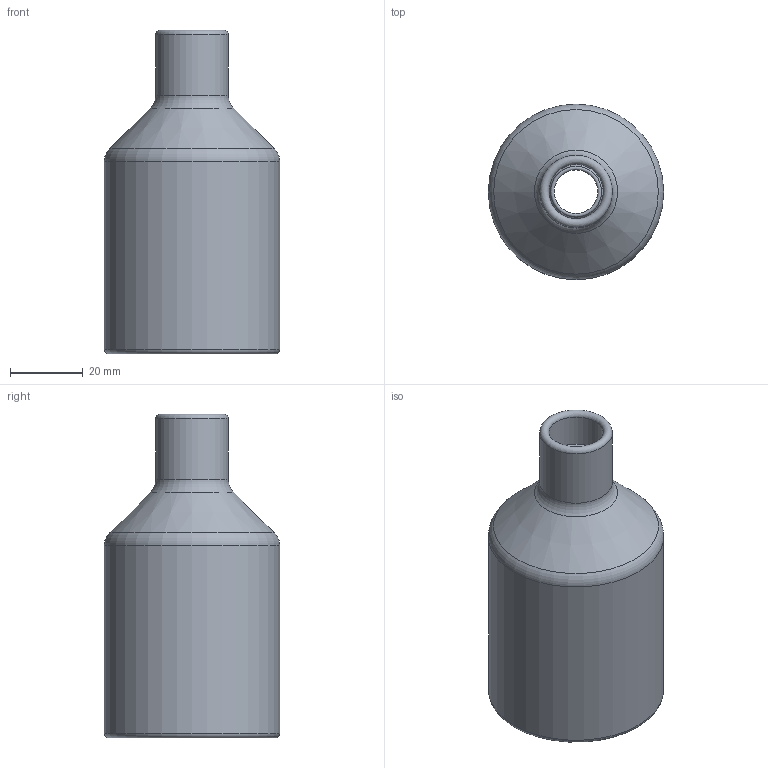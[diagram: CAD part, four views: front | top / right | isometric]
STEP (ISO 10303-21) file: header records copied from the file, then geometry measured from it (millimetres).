
FILE_DESCRIPTION(/* description */ (''),/* implementation_level */ '2;1');
FILE_NAME(/* name */ 'tailpipe assembly.stp',/* time_stamp */ '2015-08-17T21:04:49+01:00',/* author */ ('charlie'),/* organization */ (''),/* preprocessor_version */ 'ST-DEVELOPER v16.1',/* originating_system */ 'Autodesk Inventor 2016',/* authorisation */ '');
FILE_SCHEMA (('AUTOMOTIVE_DESIGN { 1 0 10303 214 3 1 1 }'));
Length unit declared in the file: millimetre
Products named in the file (3): tailpipe; insert; tailpipe assembly
Assembly tree (2 placements, depth 2):
  tailpipe assembly
    tailpipe
    insert
Bounding box: 48.28 x 48.28 x 89.14 mm (x, y, z)
Volume: 34014.7 mm3; surface area: 36793.3 mm2
Topology: 2 solids, 2 shells, 204 faces, 560 edges, 346 vertices
Faces by surface type: bspline 120, cylinder 68, torus 12, cone 4
Full cylindrical faces by diameter (mm): 6 x60, 12 x1, 14 x1, 15 x1, 20 x1, 40.284 x1, 42.284 x1, 43.284 x1, 48.284 x1
Entity records: 18039 total; most frequent: CARTESIAN_POINT 14259, ORIENTED_EDGE 768, DIRECTION 466, EDGE_LOOP 408, EDGE_CURVE 384, VERTEX_POINT 264, B_SPLINE_CURVE_WITH_KNOTS 240, AXIS2_PLACEMENT_3D 233
